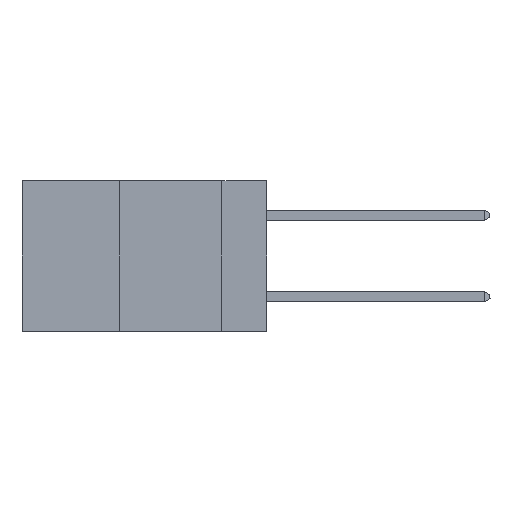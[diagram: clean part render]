
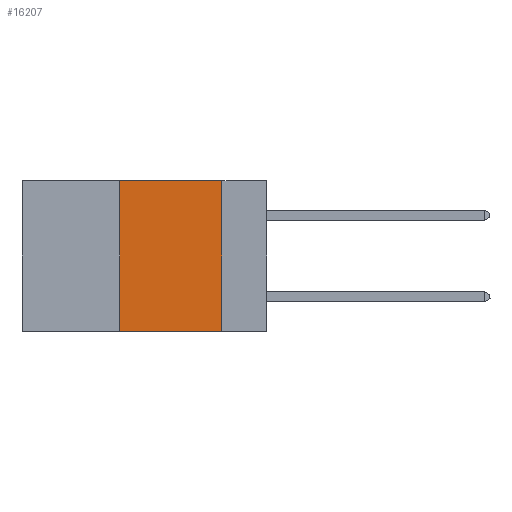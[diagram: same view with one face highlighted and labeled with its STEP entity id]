
A CAD part, left-side view. The second image highlights one B-rep face of the part: STEP entity #16207.
In plain terms, the highlighted planar face has unit normal (-1, 0, 0).
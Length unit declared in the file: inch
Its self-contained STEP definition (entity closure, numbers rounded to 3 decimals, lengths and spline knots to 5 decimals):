
#970 = DIRECTION ( 'NONE',  ( 0., -1., 0. ) ) ;
#1441 = CARTESIAN_POINT ( 'NONE',  ( 0., 0.11, -0.37 ) ) ;
#3292 = EDGE_CURVE ( 'NONE', #8671, #37746, #22972, .T. ) ;
#3806 = LINE ( 'NONE', #11532, #38445 ) ;
#5658 = CARTESIAN_POINT ( 'NONE',  ( 0., 0.6, 0. ) ) ;
#5766 = ORIENTED_EDGE ( 'NONE', *, *, #3292, .F. ) ;
#6537 = ORIENTED_EDGE ( 'NONE', *, *, #28419, .F. ) ;
#7288 = ORIENTED_EDGE ( 'NONE', *, *, #19687, .T. ) ;
#8318 = VERTEX_POINT ( 'NONE', #1441 ) ;
#8671 = VERTEX_POINT ( 'NONE', #12713 ) ;
#9293 = DIRECTION ( 'NONE',  ( 0., -1., 0. ) ) ;
#10679 = EDGE_LOOP ( 'NONE', ( #6537, #5766, #28576, #7288 ) ) ;
#11532 = CARTESIAN_POINT ( 'NONE',  ( 0., 0.36, 0. ) ) ;
#11778 = FACE_OUTER_BOUND ( 'NONE', #10679, .T. ) ;
#12713 = CARTESIAN_POINT ( 'NONE',  ( 0., 0.36, 0. ) ) ;
#14356 = VERTEX_POINT ( 'NONE', #27564 ) ;
#14506 = LINE ( 'NONE', #17437, #22576 ) ;
#14636 = CARTESIAN_POINT ( 'NONE',  ( 0., 0.11, 0. ) ) ;
#16008 = EDGE_CURVE ( 'NONE', #14356, #8671, #3806, .T. ) ;
#16207 = ADVANCED_FACE ( 'NONE', ( #11778 ), #18687, .F. ) ;
#17437 = CARTESIAN_POINT ( 'NONE',  ( 0., 0.6, -0.37 ) ) ;
#18448 = VECTOR ( 'NONE', #9293, 39.37008 ) ;
#18687 = PLANE ( 'NONE',  #34835 ) ;
#19687 = EDGE_CURVE ( 'NONE', #14356, #8318, #14506, .T. ) ;
#22576 = VECTOR ( 'NONE', #970, 39.37008 ) ;
#22972 = LINE ( 'NONE', #41245, #18448 ) ;
#23216 = VECTOR ( 'NONE', #26607, 39.37008 ) ;
#26607 = DIRECTION ( 'NONE',  ( 0., 0., -1. ) ) ;
#27386 = DIRECTION ( 'NONE',  ( 0., 0., 1. ) ) ;
#27564 = CARTESIAN_POINT ( 'NONE',  ( 0., 0.36, -0.37 ) ) ;
#28419 = EDGE_CURVE ( 'NONE', #37746, #8318, #35815, .T. ) ;
#28576 = ORIENTED_EDGE ( 'NONE', *, *, #16008, .F. ) ;
#30232 = CARTESIAN_POINT ( 'NONE',  ( 0., 0.11, 0. ) ) ;
#34835 = AXIS2_PLACEMENT_3D ( 'NONE', #5658, #38104, #41218 ) ;
#35815 = LINE ( 'NONE', #30232, #23216 ) ;
#37746 = VERTEX_POINT ( 'NONE', #14636 ) ;
#38104 = DIRECTION ( 'NONE',  ( 1., 0., 0. ) ) ;
#38445 = VECTOR ( 'NONE', #27386, 39.37008 ) ;
#41218 = DIRECTION ( 'NONE',  ( 0., 0., -1. ) ) ;
#41245 = CARTESIAN_POINT ( 'NONE',  ( 0., 0.6, 0. ) ) ;
